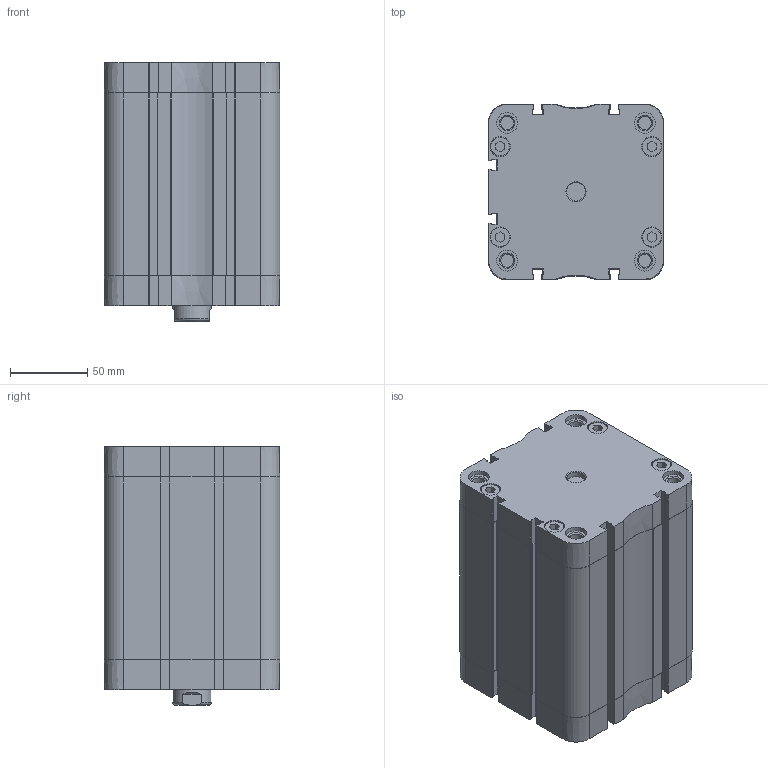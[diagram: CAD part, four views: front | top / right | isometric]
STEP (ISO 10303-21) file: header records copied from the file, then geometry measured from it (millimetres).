
FILE_DESCRIPTION((''),'2;1');
FILE_NAME('PSM100.060.GS.F.stp','2014-02-04T11:54:28',('carlo.corazza'),(''),'Autodesk Inventor 2012','Autodesk Inventor 2012','');
FILE_SCHEMA(('AUTOMOTIVE_DESIGN { 1 0 10303 214 1 1 1 1 }'));
Length unit declared in the file: millimetre
Products named in the file (5): PSM100..GS.F; TP; CORPO-060; STELO-060; TA
Assembly tree (4 placements, depth 2):
  PSM100..GS.F
    TP
    CORPO-060
    STELO-060
    TA
Bounding box: 113.5 x 113.5 x 167 mm (x, y, z)
Volume: 1050038.4 mm3; surface area: 202056.4 mm2
Topology: 5 solids, 5 shells, 754 faces, 1988 edges, 1311 vertices
Faces by surface type: plane 351, cylinder 216, bspline 122, cone 45, torus 20
Full cylindrical faces by diameter (mm): 6 x1, 8.376 x8, 8.566 x3, 10.106 x2, 12 x1, 12.7 x4, 13.1 x8, 13.5 x8, 25 x1, 25.6 x1, 26.9 x1, 28 x1, 29.8 x1, 30 x1, 100 x1
Entity records: 24509 total; most frequent: CARTESIAN_POINT 6272, ORIENTED_EDGE 3778, DIRECTION 3376, EDGE_CURVE 1889, VERTEX_POINT 1299, AXIS2_PLACEMENT_3D 1132, VECTOR 1112, LINE 1112
